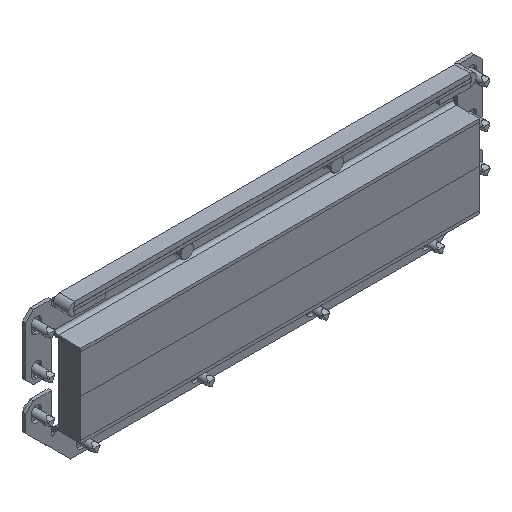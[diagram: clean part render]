
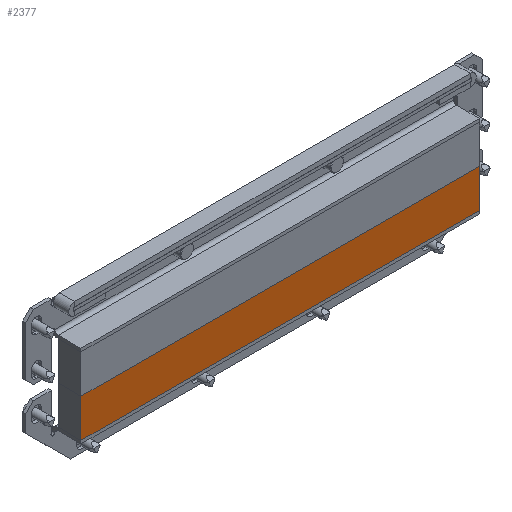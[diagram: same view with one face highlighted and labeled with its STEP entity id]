
A CAD part, isometric view. The second image highlights one B-rep face of the part: STEP entity #2377.
In plain terms, the highlighted face is planar.
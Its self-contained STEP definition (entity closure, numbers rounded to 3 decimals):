
#1476 = LINE ( 'NONE', #1632, #4056 ) ;
#1632 = CARTESIAN_POINT ( 'NONE',  ( -7.5, 12.5, -130. ) ) ;
#1923 = EDGE_CURVE ( 'NONE', #2839, #7550, #1476, .T. ) ;
#1991 = PLANE ( 'NONE',  #6720 ) ;
#2104 = DIRECTION ( 'NONE',  ( 0., 0., 1. ) ) ;
#2177 = EDGE_CURVE ( 'NONE', #2839, #6237, #6836, .T. ) ;
#2377 = ADVANCED_FACE ( 'NONE', ( #7120 ), #1991, .T. ) ;
#2839 = VERTEX_POINT ( 'NONE', #4176 ) ;
#3119 = CARTESIAN_POINT ( 'NONE',  ( -7.5, 12.5, -130. ) ) ;
#3183 = EDGE_CURVE ( 'NONE', #7550, #3749, #7693, .T. ) ;
#3235 = ORIENTED_EDGE ( 'NONE', *, *, #1923, .F. ) ;
#3249 = CARTESIAN_POINT ( 'NONE',  ( -7.5, -12.5, -130. ) ) ;
#3261 = CARTESIAN_POINT ( 'NONE',  ( -7.5, 12.5, 130. ) ) ;
#3350 = VECTOR ( 'NONE', #2104, 1000. ) ;
#3389 = DIRECTION ( 'NONE',  ( 0., 0., 1. ) ) ;
#3540 = ORIENTED_EDGE ( 'NONE', *, *, #3183, .F. ) ;
#3671 = VECTOR ( 'NONE', #4242, 1000. ) ;
#3749 = VERTEX_POINT ( 'NONE', #6171 ) ;
#4056 = VECTOR ( 'NONE', #3389, 1000. ) ;
#4176 = CARTESIAN_POINT ( 'NONE',  ( -7.5, 12.5, -130. ) ) ;
#4242 = DIRECTION ( 'NONE',  ( 0., -1., 0. ) ) ;
#4307 = LINE ( 'NONE', #3249, #3350 ) ;
#4912 = VECTOR ( 'NONE', #7368, 1000. ) ;
#4931 = EDGE_LOOP ( 'NONE', ( #3540, #3235, #6682, #7532 ) ) ;
#5591 = DIRECTION ( 'NONE',  ( -1., 0., 0. ) ) ;
#6171 = CARTESIAN_POINT ( 'NONE',  ( -7.5, -12.5, 130. ) ) ;
#6214 = CARTESIAN_POINT ( 'NONE',  ( -7.5, 12.5, -130. ) ) ;
#6237 = VERTEX_POINT ( 'NONE', #7191 ) ;
#6682 = ORIENTED_EDGE ( 'NONE', *, *, #2177, .T. ) ;
#6720 = AXIS2_PLACEMENT_3D ( 'NONE', #6214, #5591, #6808 ) ;
#6808 = DIRECTION ( 'NONE',  ( 0., -1., 0. ) ) ;
#6836 = LINE ( 'NONE', #3119, #3671 ) ;
#7120 = FACE_OUTER_BOUND ( 'NONE', #4931, .T. ) ;
#7191 = CARTESIAN_POINT ( 'NONE',  ( -7.5, -12.5, -130. ) ) ;
#7212 = EDGE_CURVE ( 'NONE', #6237, #3749, #4307, .T. ) ;
#7368 = DIRECTION ( 'NONE',  ( 0., -1., 0. ) ) ;
#7532 = ORIENTED_EDGE ( 'NONE', *, *, #7212, .T. ) ;
#7550 = VERTEX_POINT ( 'NONE', #7716 ) ;
#7693 = LINE ( 'NONE', #3261, #4912 ) ;
#7716 = CARTESIAN_POINT ( 'NONE',  ( -7.5, 12.5, 130. ) ) ;
